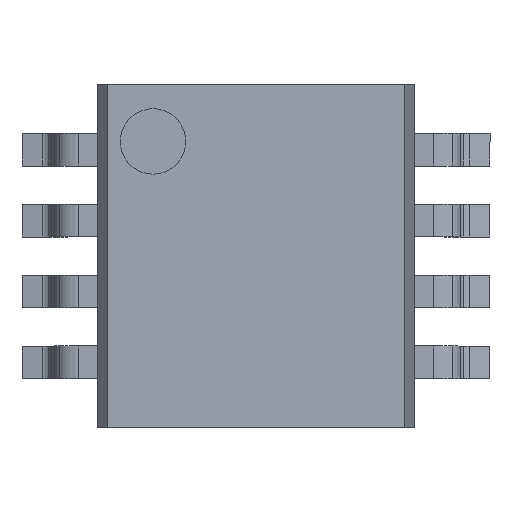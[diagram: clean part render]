
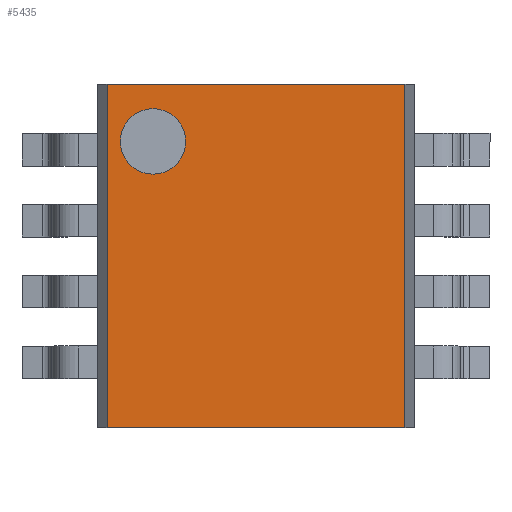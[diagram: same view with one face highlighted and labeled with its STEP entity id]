
A CAD part, top view. The second image highlights one B-rep face of the part: STEP entity #5435.
In plain terms, the highlighted planar face has unit normal (0, 0, 1).
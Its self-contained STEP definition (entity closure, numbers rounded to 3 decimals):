
#5257=CARTESIAN_POINT('',(-1.244,1.05,1.3));
#5258=VERTEX_POINT('',#5257);
#5274=CARTESIAN_POINT('',(-0.644,1.05,1.3));
#5275=VERTEX_POINT('',#5274);
#5282=CARTESIAN_POINT('',(-0.944,1.05,1.3));
#5283=DIRECTION('',(0.0,0.0,-1.0));
#5284=DIRECTION('',(-1.0,0.0,0.0));
#5285=AXIS2_PLACEMENT_3D('',#5282,#5283,#5284);
#5286=CIRCLE('',#5285,0.3);
#5287=EDGE_CURVE('',#5258,#5275,#5286,.T.);
#5362=CARTESIAN_POINT('',(1.366,-1.575,1.3));
#5363=VERTEX_POINT('',#5362);
#5370=CARTESIAN_POINT('',(-1.366,-1.575,1.3));
#5371=VERTEX_POINT('',#5370);
#5372=CARTESIAN_POINT('',(-1.366,-1.575,1.3));
#5373=DIRECTION('',(1.0,0.0,0.0));
#5374=VECTOR('',#5373,2.733);
#5375=LINE('',#5372,#5374);
#5376=EDGE_CURVE('',#5371,#5363,#5375,.T.);
#5395=CARTESIAN_POINT('',(1.444,-1.55,1.3));
#5396=DIRECTION('',(0.0,0.0,1.0));
#5397=DIRECTION('',(1.0,0.0,0.0));
#5398=AXIS2_PLACEMENT_3D('',#5395,#5396,#5397);
#5399=PLANE('',#5398);
#5400=CARTESIAN_POINT('',(1.366,1.575,1.3));
#5401=VERTEX_POINT('',#5400);
#5402=CARTESIAN_POINT('',(-1.366,1.575,1.3));
#5403=VERTEX_POINT('',#5402);
#5404=CARTESIAN_POINT('',(1.366,1.575,1.3));
#5405=DIRECTION('',(-1.0,0.0,0.0));
#5406=VECTOR('',#5405,2.733);
#5407=LINE('',#5404,#5406);
#5408=EDGE_CURVE('',#5401,#5403,#5407,.T.);
#5409=ORIENTED_EDGE('',*,*,#5408,.T.);
#5410=CARTESIAN_POINT('',(-1.366,1.575,1.3));
#5411=DIRECTION('',(0.0,-1.0,0.0));
#5412=VECTOR('',#5411,3.15);
#5413=LINE('',#5410,#5412);
#5414=EDGE_CURVE('',#5371,#5403,#5413,.F.);
#5415=ORIENTED_EDGE('',*,*,#5414,.F.);
#5416=ORIENTED_EDGE('',*,*,#5376,.T.);
#5417=CARTESIAN_POINT('',(1.366,-1.575,1.3));
#5418=DIRECTION('',(0.0,1.0,0.0));
#5419=VECTOR('',#5418,3.15);
#5420=LINE('',#5417,#5419);
#5421=EDGE_CURVE('',#5363,#5401,#5420,.T.);
#5422=ORIENTED_EDGE('',*,*,#5421,.T.);
#5423=EDGE_LOOP('',(#5409,#5415,#5416,#5422));
#5424=FACE_OUTER_BOUND('',#5423,.T.);
#5425=ORIENTED_EDGE('',*,*,#5287,.T.);
#5426=CARTESIAN_POINT('',(-0.944,1.05,1.3));
#5427=DIRECTION('',(0.0,0.0,-1.0));
#5428=DIRECTION('',(-1.0,0.0,0.0));
#5429=AXIS2_PLACEMENT_3D('',#5426,#5427,#5428);
#5430=CIRCLE('',#5429,0.3);
#5431=EDGE_CURVE('',#5275,#5258,#5430,.T.);
#5432=ORIENTED_EDGE('',*,*,#5431,.T.);
#5433=EDGE_LOOP('',(#5425,#5432));
#5434=FACE_BOUND('',#5433,.T.);
#5435=ADVANCED_FACE('',(#5424,#5434),#5399,.T.);
